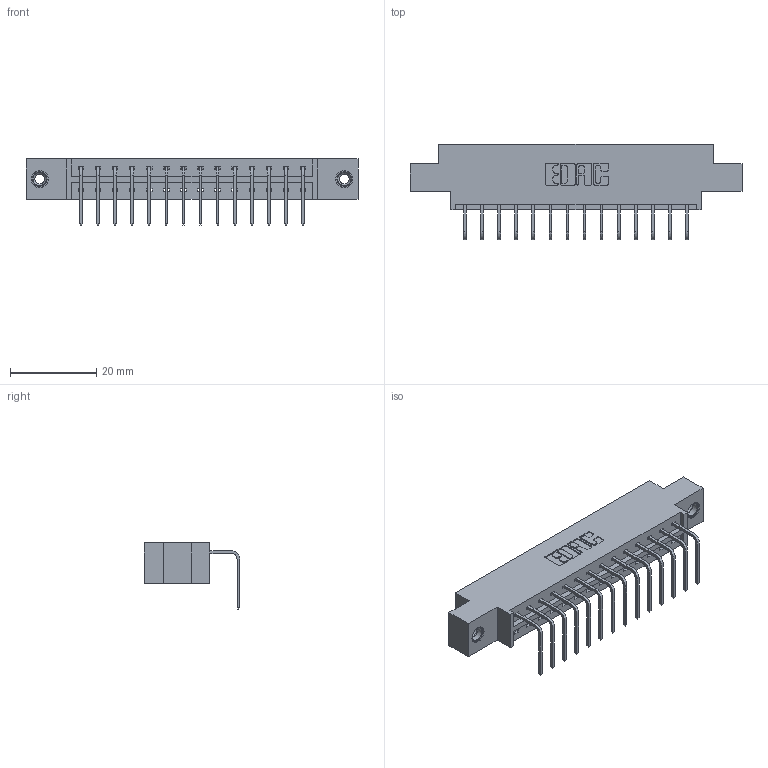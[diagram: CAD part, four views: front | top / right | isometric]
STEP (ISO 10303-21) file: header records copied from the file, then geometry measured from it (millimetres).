
FILE_DESCRIPTION (( 'STEP AP203' ), '1' );
FILE_NAME ('333-014-558-608.STEP', '2018-08-01T03:08:07', ( '' ), ( '' ), 'SwSTEP 2.0', 'SolidWorks 2016', '' );
FILE_SCHEMA (( 'CONFIG_CONTROL_DESIGN' ));
Length unit declared in the file: inch
Products named in the file (4): 333 Part_Offset - .156 Dia - TI; 345-292-001_558 Tail - 2; 345-250-001_345-250-003-102; 333-014-558-608
Assembly tree (17 placements, depth 2):
  333-014-558-608
    333 Part_Offset - .156 Dia - TI
    345-292-001_558 Tail - 2  x14
    345-250-001_345-250-003-102  x2
Bounding box: 77.01 x 22.17 x 15.37 mm (x, y, z)
Volume: 7321.2 mm3; surface area: 8248 mm2
Topology: 17 solids, 17 shells, 1018 faces, 3007 edges, 1978 vertices
Faces by surface type: plane 722, cylinder 280, cone 12, torus 4
Entity records: 13582 total; most frequent: CARTESIAN_POINT 2331, ORIENTED_EDGE 2274, DIRECTION 2055, EDGE_CURVE 1137, VECTOR 989, LINE 989, VERTEX_POINT 752, AXIS2_PLACEMENT_3D 533
